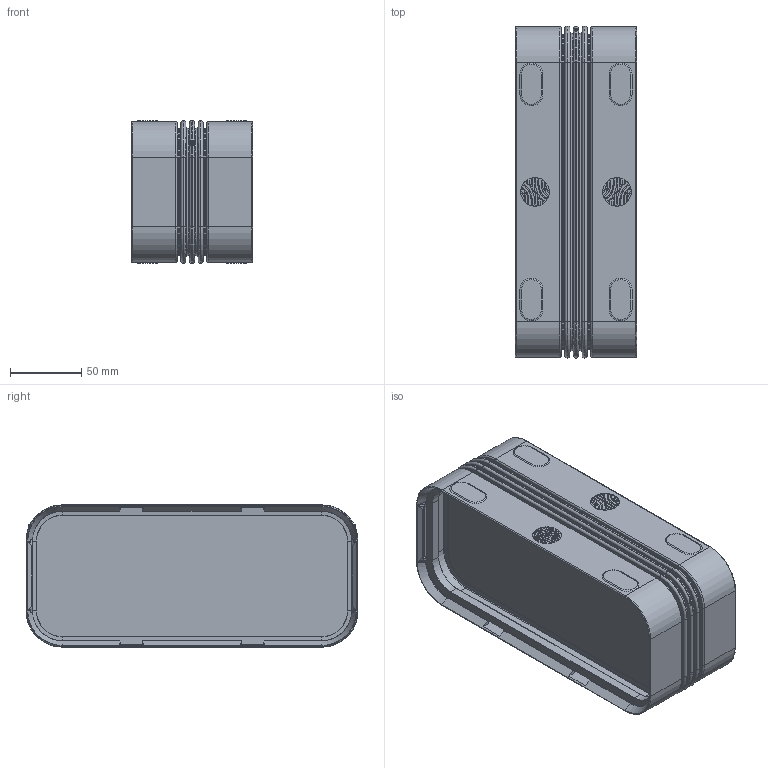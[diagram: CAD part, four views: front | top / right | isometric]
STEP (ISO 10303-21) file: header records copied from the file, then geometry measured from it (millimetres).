
FILE_DESCRIPTION(('CATIA V5 STEP Exchange'),'2;1');
FILE_NAME('4051004 P-UVB 150 Universalverbinder_vereinfacht.stp','2023-03-27T08:43:41+00:00',('none'),('none'),'CATIA Version 5 Release 21 SP 1 (IN-10)','CATIA V5 STEP AP214 Edition 3','none');
FILE_SCHEMA(('AUTOMOTIVE_DESIGN { 1 0 10303 214 3 1 1 1 }'));
Products named in the file (1): 4051004 P-UVB 150 Universalverbinder_vereinfacht
Bounding box: 85 x 232.8 x 99.8 mm (x, y, z)
Volume: 869929.8 mm3; surface area: 159521.8 mm2
Topology: 1 solids, 1 shells, 1264 faces, 3006 edges, 1802 vertices
Faces by surface type: cylinder 416, plane 380, bspline 140, torus 128, extrusion 104, cone 96
Entity records: 44428 total; most frequent: CARTESIAN_POINT 17904, ORIENTED_EDGE 5980, DIRECTION 4171, EDGE_CURVE 2990, VERTEX_POINT 1802, AXIS2_PLACEMENT_3D 1794, VECTOR 1460, LINE 1356
